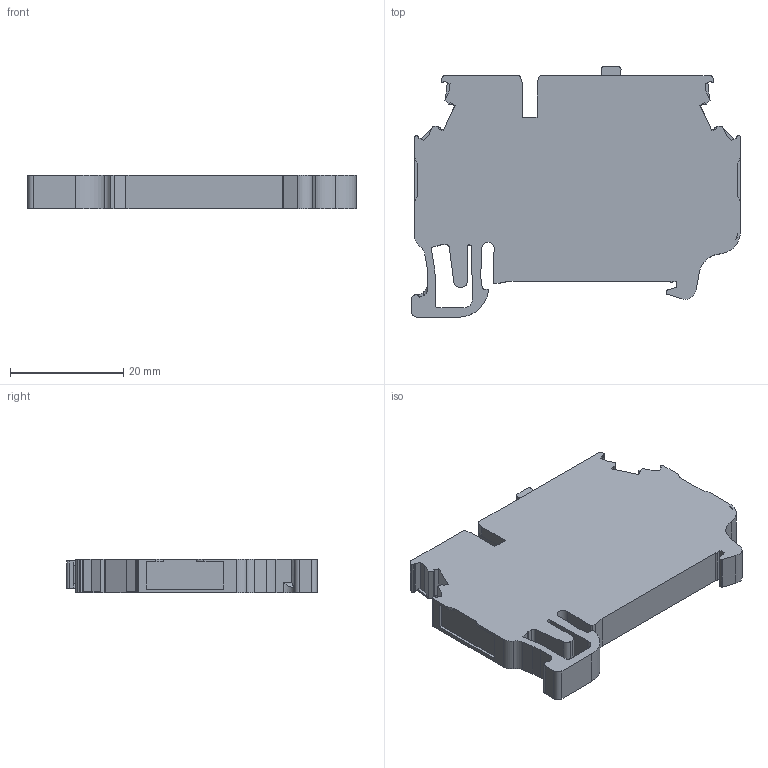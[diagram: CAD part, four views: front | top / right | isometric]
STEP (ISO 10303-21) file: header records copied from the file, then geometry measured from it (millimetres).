
FILE_DESCRIPTION (( 'STEP AP214' ), '1' );
FILE_NAME ('304380_AVK 4A_Grey.STP', '2014-01-16T12:00:46', ( 'arge' ), ( 'Microsoft' ), 'SwSTEP 2.0', 'SolidWorks 2013', '' );
FILE_SCHEMA (( 'AUTOMOTIVE_DESIGN' ));
Length unit declared in the file: millimetre
Products named in the file (1): 304380_AVK 4A_Grey
Bounding box: 58.05 x 44.2 x 6 mm (x, y, z)
Volume: 11413.9 mm3; surface area: 5708.3 mm2
Topology: 1 solids, 1 shells, 241 faces, 714 edges, 474 vertices
Faces by surface type: plane 151, cylinder 88, cone 2
Entity records: 10424 total; most frequent: CARTESIAN_POINT 1468, ORIENTED_EDGE 1428, DIRECTION 1374, EDGE_CURVE 714, LINE 522, VECTOR 522, VERTEX_POINT 474, AXIS2_PLACEMENT_3D 426
